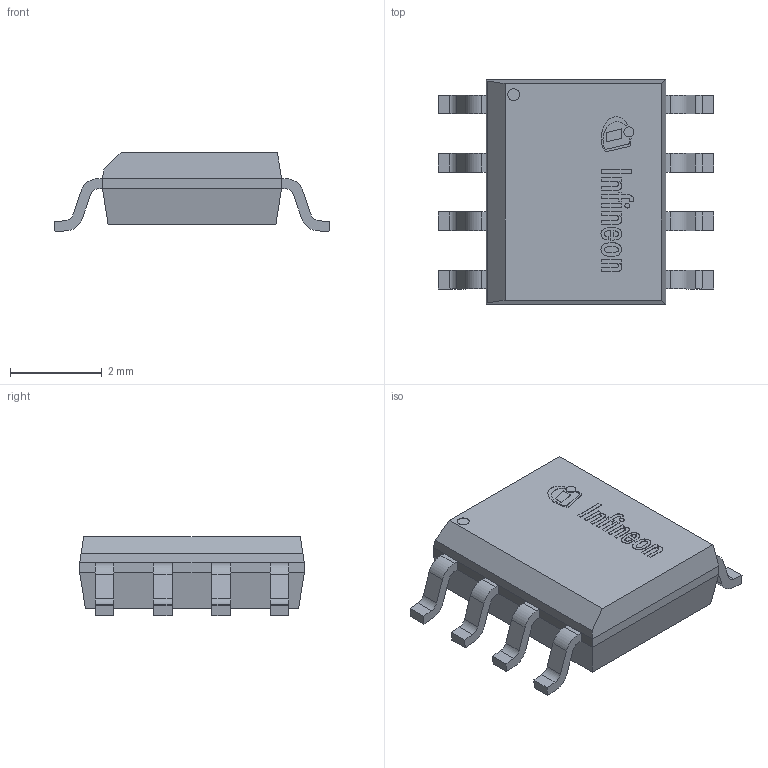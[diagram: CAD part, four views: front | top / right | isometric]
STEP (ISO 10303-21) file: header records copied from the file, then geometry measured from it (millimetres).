
FILE_DESCRIPTION(/* description */ (''),/* implementation_level */ '2;1');
FILE_NAME(/* name */ 'PG-DSO-8-910_Z8B00210151_V01_3D.stp',/* time_stamp */ '2021-06-10T15:20:18+06:00',/* author */ ('janartha'),/* organization */ (''),/* preprocessor_version */ 'ST-DEVELOPER v16.13',/* originating_system */ 'AutoCAD Mechanical',/* authorisation */ '');
FILE_SCHEMA (('AUTOMOTIVE_DESIGN { 1 0 10303 214 3 1 1 }'));
Length unit declared in the file: millimetre
Products named in the file (1): Product
Bounding box: 6 x 4.89 x 1.73 mm (x, y, z)
Volume: 29.5 mm3; surface area: 156.5 mm2
Topology: 24 solids, 24 shells, 249 faces, 601 edges, 401 vertices
Faces by surface type: plane 193, cylinder 38, bspline 18
Full cylindrical faces by diameter (mm): 0.107 x1, 0.219 x1, 0.256 x2
Entity records: 7366 total; most frequent: CARTESIAN_POINT 1616, ORIENTED_EDGE 1192, DIRECTION 1100, EDGE_CURVE 596, LINE 484, VECTOR 484, VERTEX_POINT 400, AXIS2_PLACEMENT_3D 308
